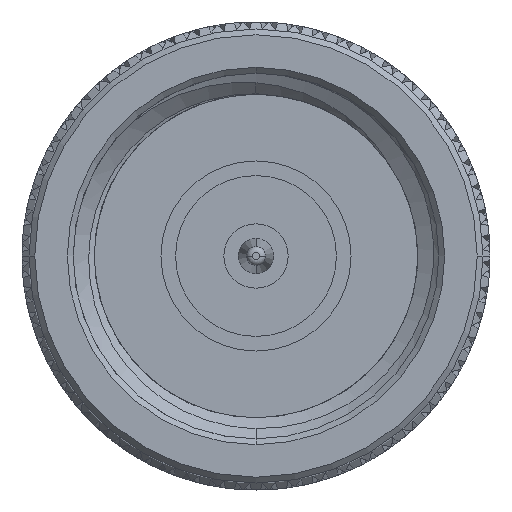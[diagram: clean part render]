
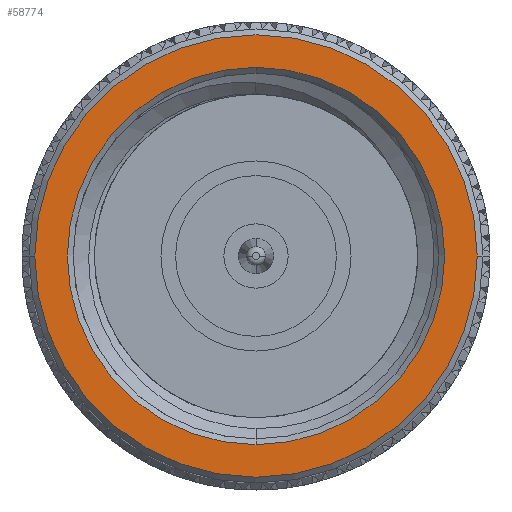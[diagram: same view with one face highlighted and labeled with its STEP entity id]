
A CAD part, left-side view. The second image highlights one B-rep face of the part: STEP entity #58774.
In plain terms, the highlighted planar face has unit normal (-1, 0, 0).
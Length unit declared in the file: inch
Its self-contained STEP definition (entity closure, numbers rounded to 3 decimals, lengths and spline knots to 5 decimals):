
#1883 = AXIS2_PLACEMENT_3D ( 'NONE', #71486, #6693, #56279 ) ;
#6498 = DIRECTION ( 'NONE',  ( -1., 0., 0. ) ) ;
#6693 = DIRECTION ( 'NONE',  ( 1., 0., 0. ) ) ;
#8142 = ORIENTED_EDGE ( 'NONE', *, *, #22965, .T. ) ;
#17414 = CARTESIAN_POINT ( 'NONE',  ( 0., 0.37809, 0. ) ) ;
#18258 = CIRCLE ( 'NONE', #38063, 0.37809 ) ;
#19447 = ORIENTED_EDGE ( 'NONE', *, *, #80432, .T. ) ;
#20715 = DIRECTION ( 'NONE',  ( -1., 0., 0. ) ) ;
#22330 = DIRECTION ( 'NONE',  ( 0., -1., 0. ) ) ;
#22965 = EDGE_CURVE ( 'NONE', #41938, #84610, #40608, .T. ) ;
#23396 = EDGE_LOOP ( 'NONE', ( #8142, #46249 ) ) ;
#23615 = CARTESIAN_POINT ( 'NONE',  ( 0., 0., -0.3225 ) ) ;
#24170 = CARTESIAN_POINT ( 'NONE',  ( 0., 0., 0. ) ) ;
#25102 = DIRECTION ( 'NONE',  ( -1., 0., 0. ) ) ;
#28947 = VERTEX_POINT ( 'NONE', #17414 ) ;
#32707 = FACE_OUTER_BOUND ( 'NONE', #74698, .T. ) ;
#36729 = ORIENTED_EDGE ( 'NONE', *, *, #58684, .T. ) ;
#36889 = CARTESIAN_POINT ( 'NONE',  ( 0., 0., 0. ) ) ;
#38063 = AXIS2_PLACEMENT_3D ( 'NONE', #24170, #25102, #83690 ) ;
#40608 = CIRCLE ( 'NONE', #64874, 0.3225 ) ;
#41761 = CARTESIAN_POINT ( 'NONE',  ( 0., 0.38809, 0. ) ) ;
#41938 = VERTEX_POINT ( 'NONE', #48629 ) ;
#46249 = ORIENTED_EDGE ( 'NONE', *, *, #88857, .T. ) ;
#48629 = CARTESIAN_POINT ( 'NONE',  ( 0., 0., 0.3225 ) ) ;
#49370 = DIRECTION ( 'NONE',  ( 0., -1., 0. ) ) ;
#56279 = DIRECTION ( 'NONE',  ( 0., -1., 0. ) ) ;
#56756 = CIRCLE ( 'NONE', #59759, 0.37809 ) ;
#58684 = EDGE_CURVE ( 'NONE', #28947, #90216, #18258, .T. ) ;
#58774 = ADVANCED_FACE ( 'NONE', ( #68945, #32707 ), #61804, .T. ) ;
#58824 = DIRECTION ( 'NONE',  ( 0., -1., 0. ) ) ;
#59759 = AXIS2_PLACEMENT_3D ( 'NONE', #36889, #20715, #58824 ) ;
#61804 = PLANE ( 'NONE',  #62409 ) ;
#62409 = AXIS2_PLACEMENT_3D ( 'NONE', #41761, #6498, #49370 ) ;
#64874 = AXIS2_PLACEMENT_3D ( 'NONE', #66157, #80903, #22330 ) ;
#66157 = CARTESIAN_POINT ( 'NONE',  ( 0., 0., 0. ) ) ;
#68945 = FACE_BOUND ( 'NONE', #23396, .T. ) ;
#71486 = CARTESIAN_POINT ( 'NONE',  ( 0., 0., 0. ) ) ;
#74698 = EDGE_LOOP ( 'NONE', ( #36729, #19447 ) ) ;
#80432 = EDGE_CURVE ( 'NONE', #90216, #28947, #56756, .T. ) ;
#80903 = DIRECTION ( 'NONE',  ( 1., 0., 0. ) ) ;
#83690 = DIRECTION ( 'NONE',  ( 0., -1., 0. ) ) ;
#84002 = CIRCLE ( 'NONE', #1883, 0.3225 ) ;
#84610 = VERTEX_POINT ( 'NONE', #23615 ) ;
#87832 = CARTESIAN_POINT ( 'NONE',  ( 0., -0.37809, 0. ) ) ;
#88857 = EDGE_CURVE ( 'NONE', #84610, #41938, #84002, .T. ) ;
#90216 = VERTEX_POINT ( 'NONE', #87832 ) ;
